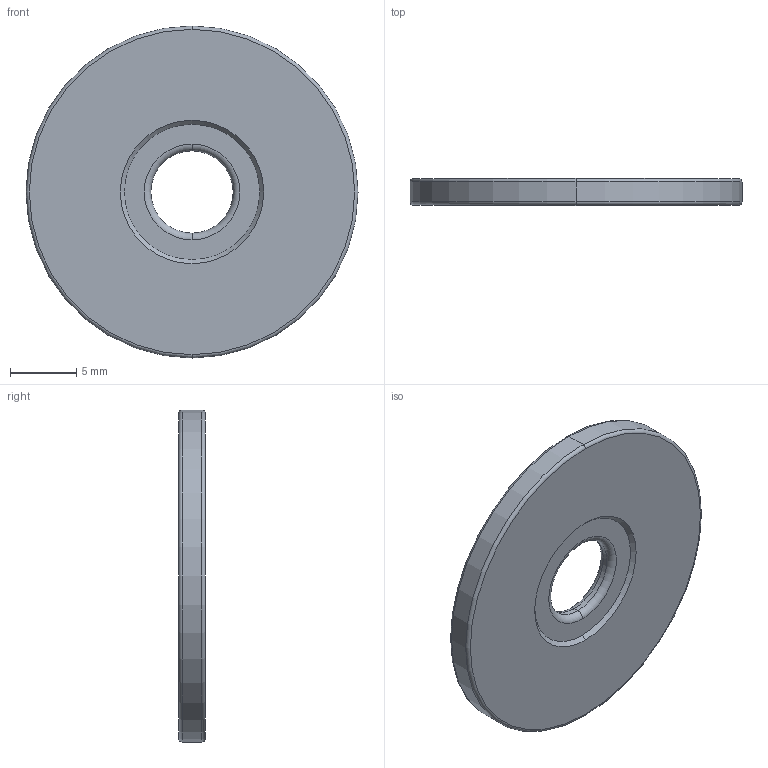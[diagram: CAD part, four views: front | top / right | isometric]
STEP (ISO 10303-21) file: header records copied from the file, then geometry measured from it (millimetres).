
FILE_DESCRIPTION (( 'STEP AP203' ), '1' );
FILE_NAME ('1.4.2.101_ZGH-25-DK2.STEP', '2022-04-15T02:59:30', ( '' ), ( '' ), 'SwSTEP 2.0', 'SolidWorks 2021', '' );
FILE_SCHEMA (( 'CONFIG_CONTROL_DESIGN' ));
Length unit declared in the file: millimetre
Products named in the file (1): 1.4.2.101_ZGH-25-DK2
Bounding box: 25 x 2 x 25 mm (x, y, z)
Surface area: 1088.9 mm2 (no closed solid volume)
Topology: 0 solids, 1 shells, 20 faces, 40 edges, 24 vertices
Faces by surface type: torus 8, cone 4, cylinder 4, plane 4
Entity records: 613 total; most frequent: DIRECTION 114, CARTESIAN_POINT 85, ORIENTED_EDGE 80, AXIS2_PLACEMENT_3D 53, EDGE_CURVE 40, CIRCLE 32, EDGE_LOOP 24, VERTEX_POINT 24
